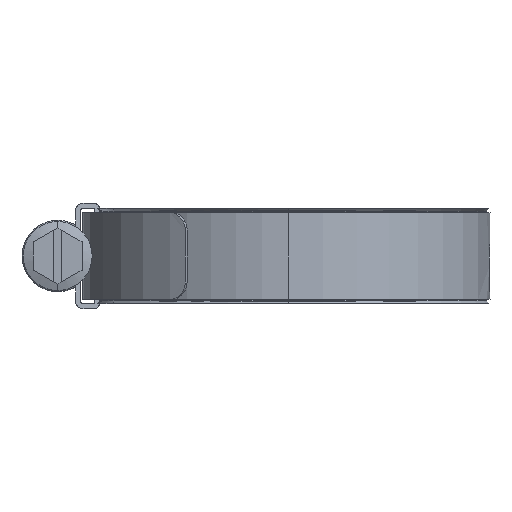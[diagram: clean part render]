
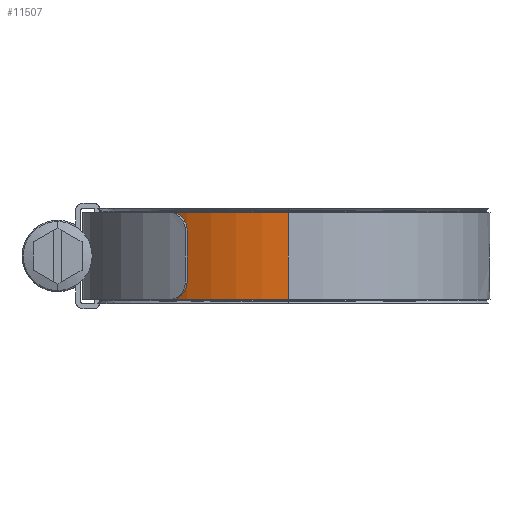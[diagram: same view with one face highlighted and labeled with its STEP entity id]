
A CAD part, left-side view. The second image highlights one B-rep face of the part: STEP entity #11507.
In plain terms, the highlighted cylindrical face has radius 33.1 mm (diameter 66.2 mm), a partial arc.
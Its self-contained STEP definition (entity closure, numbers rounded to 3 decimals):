
#1 = CIRCLE ( 'NONE', #3351, 33.1 ) ;
#422 = FACE_OUTER_BOUND ( 'NONE', #6079, .T. ) ;
#496 = CARTESIAN_POINT ( 'NONE',  ( 0., 33.1, 7.135 ) ) ;
#1015 = ORIENTED_EDGE ( 'NONE', *, *, #12626, .F. ) ;
#1619 = EDGE_CURVE ( 'NONE', #10617, #2177, #4389, .T. ) ;
#1773 = VERTEX_POINT ( 'NONE', #7158 ) ;
#2070 = DIRECTION ( 'NONE',  ( 0., 0., -1. ) ) ;
#2177 = VERTEX_POINT ( 'NONE', #8777 ) ;
#2326 = EDGE_CURVE ( 'NONE', #10617, #6635, #1, .T. ) ;
#3351 = AXIS2_PLACEMENT_3D ( 'NONE', #8881, #10902, #3530 ) ;
#3411 = CARTESIAN_POINT ( 'NONE',  ( 0., 0., -7.135 ) ) ;
#3530 = DIRECTION ( 'NONE',  ( 1., 0., 0. ) ) ;
#4218 = VECTOR ( 'NONE', #7573, 1000. ) ;
#4389 = LINE ( 'NONE', #6807, #4218 ) ;
#4511 = ORIENTED_EDGE ( 'NONE', *, *, #2326, .F. ) ;
#4686 = CARTESIAN_POINT ( 'NONE',  ( 0., 0., 7.135 ) ) ;
#6079 = EDGE_LOOP ( 'NONE', ( #1015, #4511, #11958, #10247 ) ) ;
#6635 = VERTEX_POINT ( 'NONE', #8342 ) ;
#6807 = CARTESIAN_POINT ( 'NONE',  ( 0., 33.1, 7.135 ) ) ;
#6875 = VECTOR ( 'NONE', #2070, 1000. ) ;
#7158 = CARTESIAN_POINT ( 'NONE',  ( -33.1, 0., -7.135 ) ) ;
#7573 = DIRECTION ( 'NONE',  ( 0., 0., -1. ) ) ;
#8342 = CARTESIAN_POINT ( 'NONE',  ( -33.1, 0., 7.135 ) ) ;
#8747 = AXIS2_PLACEMENT_3D ( 'NONE', #3411, #12683, #12820 ) ;
#8777 = CARTESIAN_POINT ( 'NONE',  ( 0., 33.1, -7.135 ) ) ;
#8881 = CARTESIAN_POINT ( 'NONE',  ( 0., 0., 7.135 ) ) ;
#9571 = CARTESIAN_POINT ( 'NONE',  ( -33.1, 0., 7.135 ) ) ;
#9714 = CYLINDRICAL_SURFACE ( 'NONE', #11682, 33.1 ) ;
#9777 = DIRECTION ( 'NONE',  ( 0., 0., -1. ) ) ;
#10165 = EDGE_CURVE ( 'NONE', #2177, #1773, #11649, .T. ) ;
#10247 = ORIENTED_EDGE ( 'NONE', *, *, #10165, .T. ) ;
#10480 = LINE ( 'NONE', #9571, #6875 ) ;
#10617 = VERTEX_POINT ( 'NONE', #496 ) ;
#10902 = DIRECTION ( 'NONE',  ( 0., 0., 1. ) ) ;
#11507 = ADVANCED_FACE ( 'NONE', ( #422 ), #9714, .T. ) ;
#11649 = CIRCLE ( 'NONE', #8747, 33.1 ) ;
#11682 = AXIS2_PLACEMENT_3D ( 'NONE', #4686, #9777, #12845 ) ;
#11958 = ORIENTED_EDGE ( 'NONE', *, *, #1619, .T. ) ;
#12626 = EDGE_CURVE ( 'NONE', #6635, #1773, #10480, .T. ) ;
#12683 = DIRECTION ( 'NONE',  ( 0., 0., 1. ) ) ;
#12820 = DIRECTION ( 'NONE',  ( 1., 0., 0. ) ) ;
#12845 = DIRECTION ( 'NONE',  ( -1., 0., 0. ) ) ;
